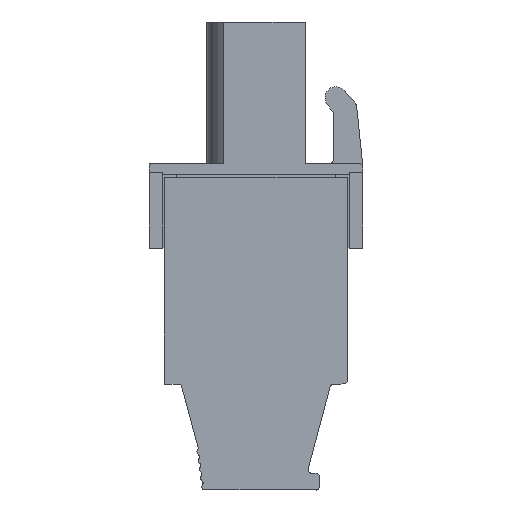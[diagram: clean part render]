
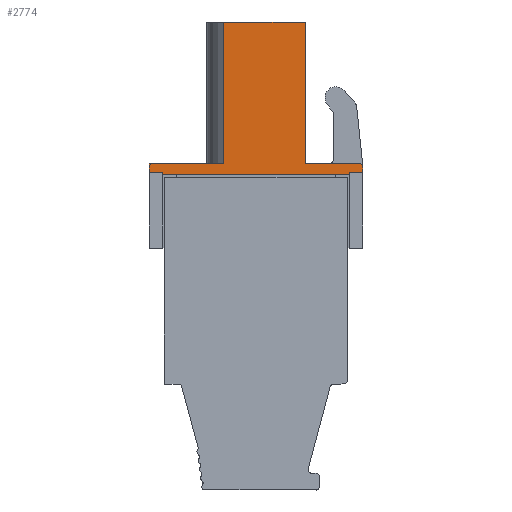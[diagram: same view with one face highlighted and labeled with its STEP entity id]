
A CAD part, left-side view. The second image highlights one B-rep face of the part: STEP entity #2774.
In plain terms, the highlighted planar face has unit normal (-1, 0, 0).
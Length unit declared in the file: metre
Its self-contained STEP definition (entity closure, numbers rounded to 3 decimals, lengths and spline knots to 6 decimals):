
#2774=ADVANCED_FACE('',(#6083),#6084,.T.);
#6083=FACE_OUTER_BOUND('',#9680,.T.);
#6084=PLANE('',#9681);
#9680=EDGE_LOOP('',(#17772,#17773,#17774,#17775,#17776,#17777,#17778,#17779,#17780,#17781,#17782,#17783,#17784,#17785,#17786));
#9681=AXIS2_PLACEMENT_3D('',#17787,#17788,#17789);
#17772=ORIENTED_EDGE('',*,*,#22883,.F.);
#17773=ORIENTED_EDGE('',*,*,#22502,.F.);
#17774=ORIENTED_EDGE('',*,*,#23080,.F.);
#17775=ORIENTED_EDGE('',*,*,#22265,.T.);
#17776=ORIENTED_EDGE('',*,*,#22440,.T.);
#17777=ORIENTED_EDGE('',*,*,#22415,.T.);
#17778=ORIENTED_EDGE('',*,*,#22493,.F.);
#17779=ORIENTED_EDGE('',*,*,#20187,.T.);
#17780=ORIENTED_EDGE('',*,*,#22519,.T.);
#17781=ORIENTED_EDGE('',*,*,#22544,.F.);
#17782=ORIENTED_EDGE('',*,*,#22565,.F.);
#17783=ORIENTED_EDGE('',*,*,#22551,.F.);
#17784=ORIENTED_EDGE('',*,*,#23081,.T.);
#17785=ORIENTED_EDGE('',*,*,#22892,.T.);
#17786=ORIENTED_EDGE('',*,*,#22886,.T.);
#17787=CARTESIAN_POINT('',(-0.041948,-0.030011,-0.068609));
#17788=DIRECTION('',(-1.0,0.,0.));
#17789=DIRECTION('',(0.,0.,-1.0));
#20187=EDGE_CURVE('',#23941,#23939,#23942,.T.);
#22265=EDGE_CURVE('',#27191,#27189,#27192,.T.);
#22415=EDGE_CURVE('',#27407,#27405,#27408,.T.);
#22440=EDGE_CURVE('',#27189,#27407,#27442,.T.);
#22493=EDGE_CURVE('',#23941,#27405,#27518,.T.);
#22502=EDGE_CURVE('',#27528,#27530,#27531,.F.);
#22519=EDGE_CURVE('',#23939,#27558,#27560,.T.);
#22544=EDGE_CURVE('',#27592,#27558,#27594,.F.);
#22551=EDGE_CURVE('',#27602,#27604,#27605,.F.);
#22565=EDGE_CURVE('',#27604,#27592,#27627,.T.);
#22883=EDGE_CURVE('',#27530,#28061,#28062,.T.);
#22886=EDGE_CURVE('',#28065,#28061,#28066,.T.);
#22892=EDGE_CURVE('',#28074,#28065,#28075,.T.);
#23080=EDGE_CURVE('',#27191,#27528,#28292,.T.);
#23081=EDGE_CURVE('',#27602,#28074,#28293,.T.);
#23939=VERTEX_POINT('',#29482);
#23941=VERTEX_POINT('',#29485);
#23942=LINE('',#29486,#29487);
#27189=VERTEX_POINT('',#34298);
#27191=VERTEX_POINT('',#34301);
#27192=LINE('',#34302,#34303);
#27405=VERTEX_POINT('',#34592);
#27407=VERTEX_POINT('',#34595);
#27408=LINE('',#34596,#34597);
#27442=LINE('',#34642,#34643);
#27518=LINE('',#34734,#34735);
#27528=VERTEX_POINT('',#34748);
#27530=VERTEX_POINT('',#34751);
#27531=CIRCLE('',#34752,0.000199);
#27558=VERTEX_POINT('',#34786);
#27560=LINE('',#34789,#34790);
#27592=VERTEX_POINT('',#34838);
#27594=LINE('',#34841,#34842);
#27602=VERTEX_POINT('',#34853);
#27604=VERTEX_POINT('',#34856);
#27605=LINE('',#34857,#34858);
#27627=LINE('',#34887,#34888);
#28061=VERTEX_POINT('',#35488);
#28062=LINE('',#35489,#35490);
#28065=VERTEX_POINT('',#35494);
#28066=LINE('',#35495,#35496);
#28074=VERTEX_POINT('',#35508);
#28075=LINE('',#35509,#35510);
#28292=LINE('',#35857,#35858);
#28293=LINE('',#35859,#35860);
#29482=CARTESIAN_POINT('',(-0.041948,-0.023743,-0.064142));
#29485=CARTESIAN_POINT('',(-0.041948,-0.023743,-0.063616));
#29486=CARTESIAN_POINT('',(-0.041948,-0.023743,-0.068609));
#29487=VECTOR('',#36986,1.0);
#34298=CARTESIAN_POINT('',(-0.041948,-0.032937,-0.05527));
#34301=CARTESIAN_POINT('',(-0.041948,-0.032937,-0.063616));
#34302=CARTESIAN_POINT('',(-0.041948,-0.032937,-0.068609));
#34303=VECTOR('',#38995,1.0);
#34592=CARTESIAN_POINT('',(-0.041948,-0.028137,-0.063616));
#34595=CARTESIAN_POINT('',(-0.041948,-0.028137,-0.05527));
#34596=CARTESIAN_POINT('',(-0.041948,-0.028137,-0.068609));
#34597=VECTOR('',#39133,1.0);
#34642=CARTESIAN_POINT('',(-0.041948,-0.030011,-0.05527));
#34643=VECTOR('',#39157,1.0);
#34734=CARTESIAN_POINT('',(-0.041948,-0.030011,-0.063616));
#34735=VECTOR('',#39243,1.0);
#34748=CARTESIAN_POINT('',(-0.041948,-0.036128,-0.063616));
#34751=CARTESIAN_POINT('',(-0.041948,-0.036327,-0.063815));
#34752=AXIS2_PLACEMENT_3D('',#39250,#39251,#39252);
#34786=CARTESIAN_POINT('',(-0.041948,-0.024551,-0.064142));
#34789=CARTESIAN_POINT('',(-0.041948,-0.006217,-0.064142));
#34790=VECTOR('',#39279,1.0);
#34838=CARTESIAN_POINT('',(-0.041948,-0.024551,-0.064273));
#34841=CARTESIAN_POINT('',(-0.041948,-0.024551,-0.068609));
#34842=VECTOR('',#39297,1.0);
#34853=CARTESIAN_POINT('',(-0.041948,-0.035526,-0.064142));
#34856=CARTESIAN_POINT('',(-0.041948,-0.035526,-0.064273));
#34857=CARTESIAN_POINT('',(-0.041948,-0.035526,-0.068609));
#34858=VECTOR('',#39302,1.0);
#34887=CARTESIAN_POINT('',(-0.041948,-0.030011,-0.064273));
#34888=VECTOR('',#39322,1.0);
#35488=CARTESIAN_POINT('',(-0.041948,-0.036327,-0.064142));
#35489=CARTESIAN_POINT('',(-0.041948,-0.036327,-0.068609));
#35490=VECTOR('',#39607,1.0);
#35494=CARTESIAN_POINT('',(-0.041948,-0.036333,-0.064142));
#35495=CARTESIAN_POINT('',(-0.041948,-0.030011,-0.064142));
#35496=VECTOR('',#39609,1.0);
#35508=CARTESIAN_POINT('',(-0.041948,-0.036333,-0.064142));
#35509=CARTESIAN_POINT('',(-0.041948,-0.036333,-0.068609));
#35510=VECTOR('',#39614,1.0);
#35857=CARTESIAN_POINT('',(-0.041948,-0.030011,-0.063616));
#35858=VECTOR('',#39760,1.0);
#35859=CARTESIAN_POINT('',(-0.041948,-0.006217,-0.064142));
#35860=VECTOR('',#39761,1.0);
#36986=DIRECTION('',(0.,0.,-1.0));
#38995=DIRECTION('',(0.,0.,1.0));
#39133=DIRECTION('',(0.,0.,-1.0));
#39157=DIRECTION('',(0.,1.0,0.));
#39243=DIRECTION('',(0.,-1.0,0.));
#39250=CARTESIAN_POINT('',(-0.041948,-0.036128,-0.063815));
#39251=DIRECTION('',(-1.0,0.,0.));
#39252=DIRECTION('',(0.,0.0,1.0));
#39279=DIRECTION('',(0.,-1.0,0.));
#39297=DIRECTION('',(0.,0.,-1.0));
#39302=DIRECTION('',(0.,0.,1.0));
#39322=DIRECTION('',(0.,1.0,0.));
#39607=DIRECTION('',(0.,0.,-1.0));
#39609=DIRECTION('',(0.,1.0,0.));
#39614=DIRECTION('',(0.,0.,1.0));
#39760=DIRECTION('',(0.,-1.0,0.));
#39761=DIRECTION('',(0.,-1.0,0.));
